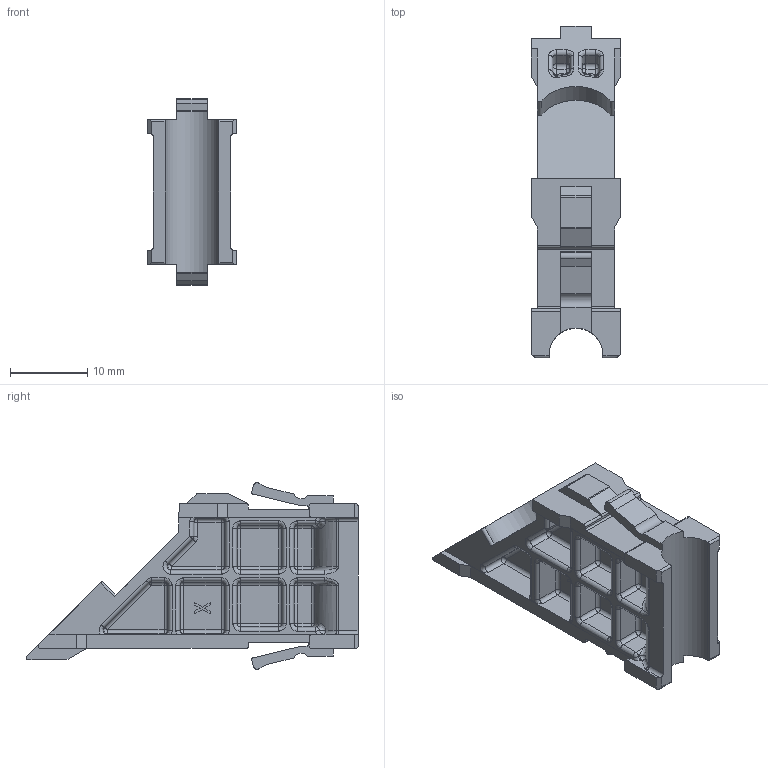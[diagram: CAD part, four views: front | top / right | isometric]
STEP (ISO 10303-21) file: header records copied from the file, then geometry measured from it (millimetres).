
FILE_DESCRIPTION (( 'STEP AP203' ), '1' );
FILE_NAME ('CR-002.step', '2021-11-26T10:38:53', ( '' ), ( '' ), 'SwSTEP 2.0', 'SolidWorks 2018', '' );
FILE_SCHEMA (( 'CONFIG_CONTROL_DESIGN' ));
Length unit declared in the file: millimetre
Products named in the file (2): CR-002
Bounding box: 11.6 x 43.1 x 24.2 mm (x, y, z)
Volume: 3728.9 mm3; surface area: 3719.5 mm2
Topology: 1 solids, 1 shells, 568 faces, 1328 edges, 770 vertices
Faces by surface type: cylinder 230, plane 168, bspline 90, sphere 74, torus 4, cone 2
Entity records: 17597 total; most frequent: CARTESIAN_POINT 5224, ORIENTED_EDGE 2656, DIRECTION 2506, EDGE_CURVE 1328, AXIS2_PLACEMENT_3D 910, VERTEX_POINT 770, LINE 686, VECTOR 686
